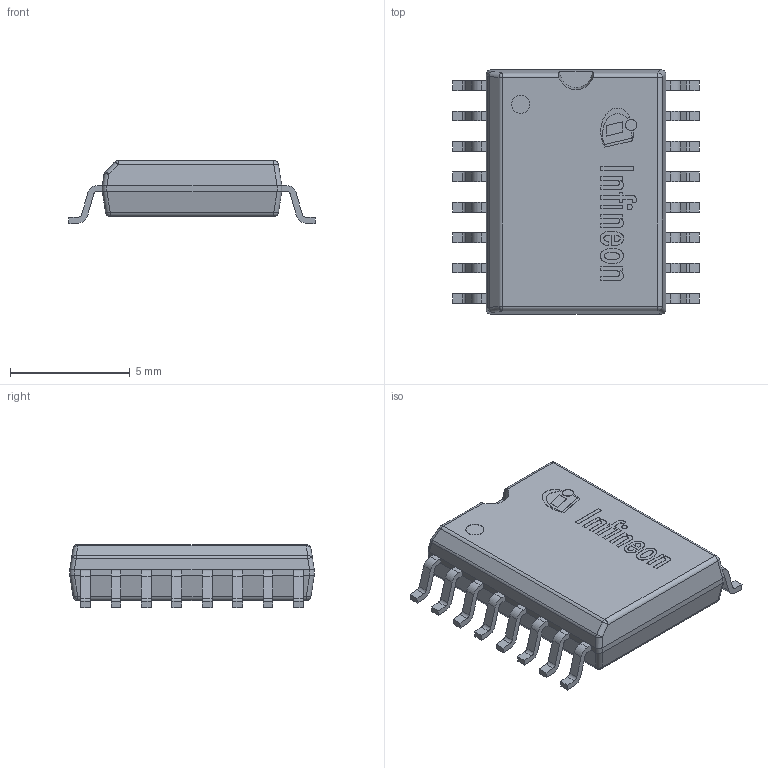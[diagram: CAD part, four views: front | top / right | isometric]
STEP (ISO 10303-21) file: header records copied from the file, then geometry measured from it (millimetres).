
FILE_DESCRIPTION(/* description */ (''),/* implementation_level */ '2;1');
FILE_NAME(/* name */ 'PG-DSO-16-37_Z8B00193378_V01_3D.stp',/* time_stamp */ '2021-04-22T23:55:47+05:00',/* author */ ('janartha'),/* organization */ (''),/* preprocessor_version */ 'ST-DEVELOPER v16.13',/* originating_system */ 'AutoCAD Mechanical',/* authorisation */ '');
FILE_SCHEMA (('AUTOMOTIVE_DESIGN { 1 0 10303 214 3 1 1 }'));
Length unit declared in the file: millimetre
Products named in the file (1): Product
Bounding box: 10.31 x 10.21 x 2.65 mm (x, y, z)
Volume: 175.4 mm3; surface area: 589.8 mm2
Topology: 34 solids, 34 shells, 429 faces, 1050 edges, 690 vertices
Faces by surface type: plane 296, cylinder 98, bspline 24, sphere 10, cone 1
Full cylindrical faces by diameter (mm): 0.222 x1, 0.467 x1, 0.76 x2
Entity records: 12675 total; most frequent: CARTESIAN_POINT 2556, ORIENTED_EDGE 2092, DIRECTION 2022, EDGE_CURVE 1046, LINE 798, VECTOR 798, VERTEX_POINT 690, AXIS2_PLACEMENT_3D 612
